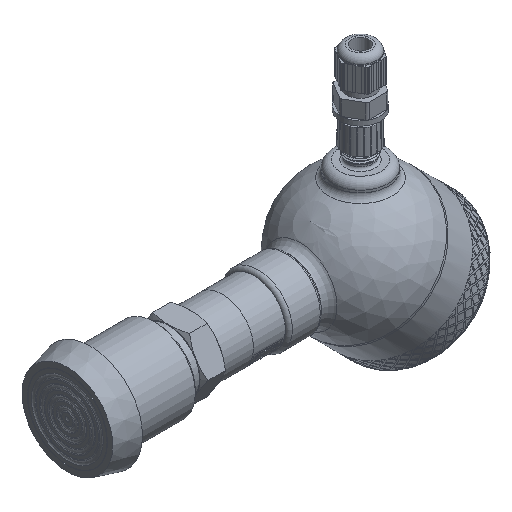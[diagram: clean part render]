
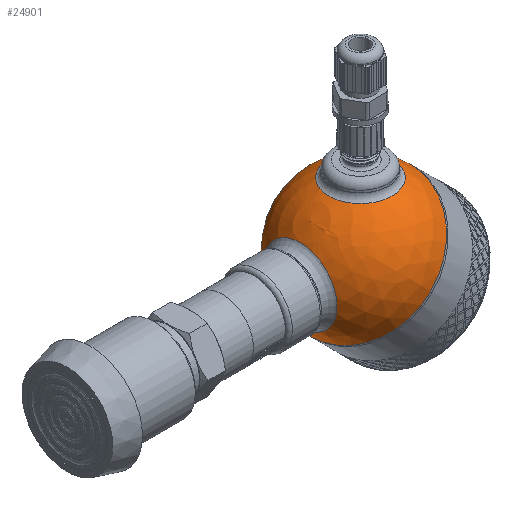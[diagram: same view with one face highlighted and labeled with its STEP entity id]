
A CAD part, isometric view. The second image highlights one B-rep face of the part: STEP entity #24901.
In plain terms, the highlighted spherical face has radius 30 mm.
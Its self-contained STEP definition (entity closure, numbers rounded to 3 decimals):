
#60=SPHERICAL_SURFACE('',#26430,30.);
#135=FACE_BOUND('',#3710,.T.);
#136=FACE_BOUND('',#3711,.T.);
#2063=FACE_OUTER_BOUND('',#3709,.T.);
#3709=EDGE_LOOP('',(#18467,#18468,#18469,#18470));
#3710=EDGE_LOOP('',(#18471));
#3711=EDGE_LOOP('',(#18472));
#5227=CIRCLE('',#26427,15.643);
#5230=CIRCLE('',#26431,30.);
#5231=CIRCLE('',#26432,30.);
#5232=CIRCLE('',#26433,30.);
#5233=CIRCLE('',#26434,13.5);
#10500=VERTEX_POINT('',#47421);
#10502=VERTEX_POINT('',#47427);
#10503=VERTEX_POINT('',#47428);
#10504=VERTEX_POINT('',#47430);
#10505=VERTEX_POINT('',#47433);
#13469=EDGE_CURVE('',#10500,#10500,#5227,.T.);
#13472=EDGE_CURVE('',#10502,#10503,#5230,.T.);
#13473=EDGE_CURVE('',#10502,#10504,#5231,.T.);
#13474=EDGE_CURVE('',#10503,#10502,#5232,.T.);
#13475=EDGE_CURVE('',#10505,#10505,#5233,.T.);
#18467=ORIENTED_EDGE('',*,*,#13472,.F.);
#18468=ORIENTED_EDGE('',*,*,#13473,.T.);
#18469=ORIENTED_EDGE('',*,*,#13473,.F.);
#18470=ORIENTED_EDGE('',*,*,#13474,.F.);
#18471=ORIENTED_EDGE('',*,*,#13469,.F.);
#18472=ORIENTED_EDGE('',*,*,#13475,.F.);
#24901=ADVANCED_FACE('',(#2063,#135,#136),#60,.T.);
#26427=AXIS2_PLACEMENT_3D('',#47422,#28237,#28238);
#26430=AXIS2_PLACEMENT_3D('',#47426,#28243,#28244);
#26431=AXIS2_PLACEMENT_3D('',#47429,#28245,#28246);
#26432=AXIS2_PLACEMENT_3D('',#47431,#28247,#28248);
#26433=AXIS2_PLACEMENT_3D('',#47432,#28249,#28250);
#26434=AXIS2_PLACEMENT_3D('',#47434,#28251,#28252);
#28237=DIRECTION('center_axis',(-0.707,0.,0.707));
#28238=DIRECTION('ref_axis',(0.707,0.,0.707));
#28243=DIRECTION('center_axis',(1.,0.,0.));
#28244=DIRECTION('ref_axis',(0.,-1.,0.));
#28245=DIRECTION('center_axis',(1.,0.,0.));
#28246=DIRECTION('ref_axis',(0.,1.,0.));
#28247=DIRECTION('center_axis',(0.,0.,1.));
#28248=DIRECTION('ref_axis',(0.,1.,0.));
#28249=DIRECTION('center_axis',(1.,0.,0.));
#28250=DIRECTION('ref_axis',(0.,1.,0.));
#28251=DIRECTION('center_axis',(-0.707,0.,-0.707));
#28252=DIRECTION('ref_axis',(-0.707,0.,0.707));
#47421=CARTESIAN_POINT('',(-29.162,0.,7.04));
#47422=CARTESIAN_POINT('Origin',(-18.101,0.,18.101));
#47426=CARTESIAN_POINT('Origin',(0.,0.,0.));
#47427=CARTESIAN_POINT('',(0.,30.,0.));
#47428=CARTESIAN_POINT('',(0.,-30.,0.));
#47429=CARTESIAN_POINT('Origin',(0.,0.,0.));
#47430=CARTESIAN_POINT('',(-30.,0.,0.));
#47431=CARTESIAN_POINT('Origin',(0.,0.,0.));
#47432=CARTESIAN_POINT('Origin',(0.,0.,0.));
#47433=CARTESIAN_POINT('',(-9.398,0.,-28.49));
#47434=CARTESIAN_POINT('Origin',(-18.944,0.,-18.944));
